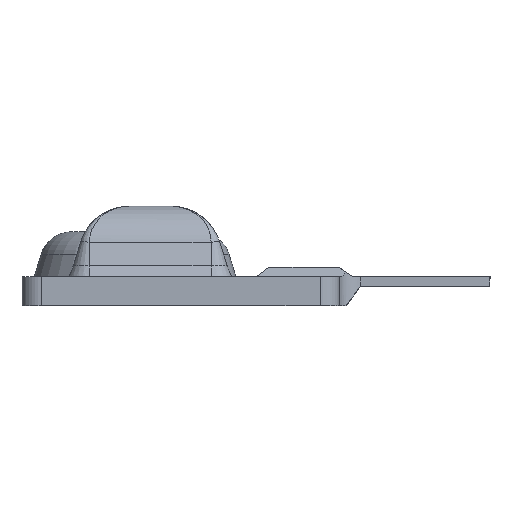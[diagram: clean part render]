
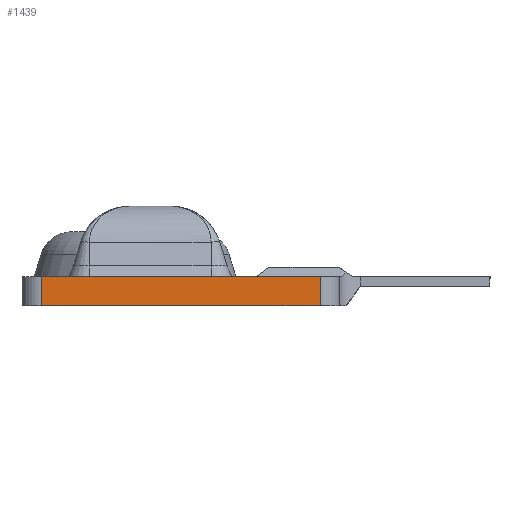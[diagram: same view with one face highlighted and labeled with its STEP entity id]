
A CAD part, left-side view. The second image highlights one B-rep face of the part: STEP entity #1439.
In plain terms, the highlighted planar face has unit normal (-1, 0, 0).
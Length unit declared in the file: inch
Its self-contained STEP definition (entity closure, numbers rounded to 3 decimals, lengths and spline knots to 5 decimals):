
#488 = VERTEX_POINT ( 'NONE', #8148 ) ;
#489 = VERTEX_POINT ( 'NONE', #8149 ) ;
#542 = VERTEX_POINT ( 'NONE', #8202 ) ;
#543 = VERTEX_POINT ( 'NONE', #8203 ) ;
#715 = ORIENTED_EDGE ( 'NONE', *, *, #1501, .T. ) ;
#718 = ORIENTED_EDGE ( 'NONE', *, *, #1421, .F. ) ;
#719 = ORIENTED_EDGE ( 'NONE', *, *, #1500, .T. ) ;
#720 = ORIENTED_EDGE ( 'NONE', *, *, #1502, .T. ) ;
#769 = EDGE_LOOP ( 'NONE', ( #715, #719, #718, #720 ) ) ;
#1421 = EDGE_CURVE ( 'NONE', #488, #489, #6403, .T. ) ;
#1439 = ADVANCED_FACE ( 'NONE', ( #6431 ), #5678, .T. ) ;
#1500 = EDGE_CURVE ( 'NONE', #543, #489, #6508, .T. ) ;
#1501 = EDGE_CURVE ( 'NONE', #542, #543, #6509, .T. ) ;
#1502 = EDGE_CURVE ( 'NONE', #488, #542, #6510, .T. ) ;
#5570 = CARTESIAN_POINT ( 'NONE',  ( -0.465, 0.585, 0. ) ) ;
#5571 = DIRECTION ( 'NONE',  ( 0., -1., 0. ) ) ;
#5678 = PLANE ( 'NONE',  #5912 ) ;
#5679 = CARTESIAN_POINT ( 'NONE',  ( -0.465, 0.585, -0.53 ) ) ;
#5680 = DIRECTION ( 'NONE',  ( -1., 0., 0. ) ) ;
#5681 = DIRECTION ( 'NONE',  ( 0., 0., 1. ) ) ;
#5871 = VECTOR ( 'NONE', #5571, 39.37008 ) ;
#5912 = AXIS2_PLACEMENT_3D ( 'NONE', #5679, #5680, #5681 ) ;
#6037 = VECTOR ( 'NONE', #6937, 39.37008 ) ;
#6038 = VECTOR ( 'NONE', #6939, 39.37008 ) ;
#6039 = VECTOR ( 'NONE', #6941, 39.37008 ) ;
#6403 = LINE ( 'NONE', #5570, #5871 ) ;
#6431 = FACE_OUTER_BOUND ( 'NONE', #769, .T. ) ;
#6508 = LINE ( 'NONE', #6936, #6037 ) ;
#6509 = LINE ( 'NONE', #6938, #6038 ) ;
#6510 = LINE ( 'NONE', #6940, #6039 ) ;
#6936 = CARTESIAN_POINT ( 'NONE',  ( -0.465, -0.32, 0. ) ) ;
#6937 = DIRECTION ( 'NONE',  ( 0., 0., 1. ) ) ;
#6938 = CARTESIAN_POINT ( 'NONE',  ( -0.465, 0.145, -0.04548 ) ) ;
#6939 = DIRECTION ( 'NONE',  ( 0., -1., 0. ) ) ;
#6940 = CARTESIAN_POINT ( 'NONE',  ( -0.465, 0.115, -0.04548 ) ) ;
#6941 = DIRECTION ( 'NONE',  ( 0., 0., -1. ) ) ;
#8148 = CARTESIAN_POINT ( 'NONE',  ( -0.465, 0.115, 0. ) ) ;
#8149 = CARTESIAN_POINT ( 'NONE',  ( -0.465, -0.32, 0. ) ) ;
#8202 = CARTESIAN_POINT ( 'NONE',  ( -0.465, 0.115, -0.04548 ) ) ;
#8203 = CARTESIAN_POINT ( 'NONE',  ( -0.465, -0.32, -0.04548 ) ) ;
